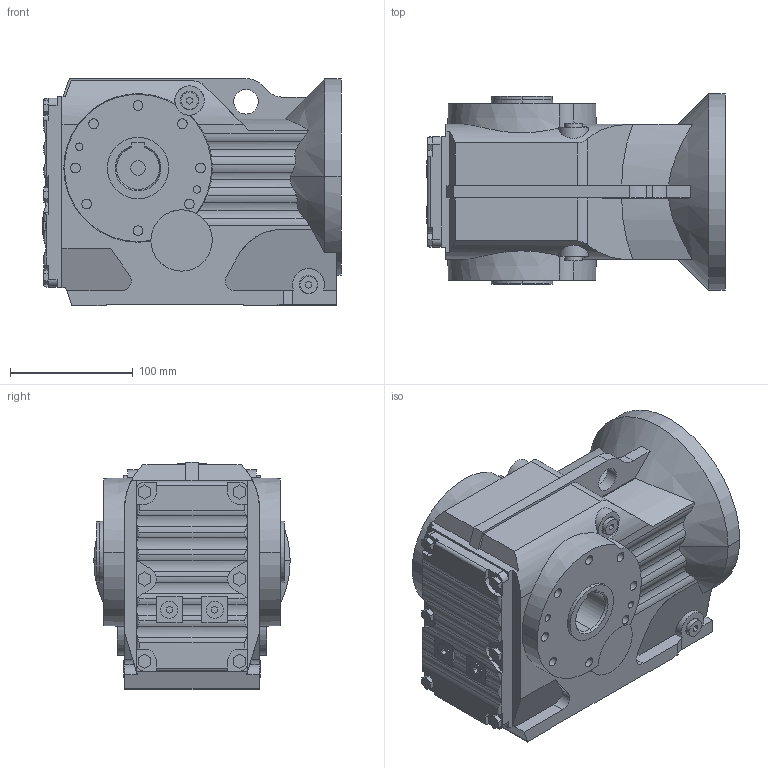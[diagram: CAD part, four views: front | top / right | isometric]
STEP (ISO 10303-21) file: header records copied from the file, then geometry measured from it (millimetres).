
FILE_DESCRIPTION(('STEP AP214'),'1');
FILE_NAME('cctmp_65BA85A5-6C65-46FB-8D3C-E7C85D53DC48_2021_9_27_14_8_59_22..stp','2021-09-27T12:08:59',('SEW-EURODRIVE GmbH & Co KG'),('CADClick - www.CADClick.com'),'Spatial InterOp 3D postprocessed',' ','unknown authorization');
FILE_SCHEMA(('AUTOMOTIVE_DESIGN'));
Length unit declared in the file: millimetre
Products named in the file (1): 2021_09_27__14-08-59-022
Bounding box: 243 x 160 x 185 mm (x, y, z)
Volume: 4724425.3 mm3; surface area: 228644.1 mm2
Topology: 1 solids, 3 shells, 451 faces, 1157 edges, 763 vertices
Faces by surface type: plane 246, cylinder 192, cone 13
Entity records: 16360 total; most frequent: CARTESIAN_POINT 4063, ORIENTED_EDGE 2314, DIRECTION 2188, EDGE_CURVE 1157, VERTEX_POINT 763, AXIS2_PLACEMENT_3D 744, LINE 700, VECTOR 700
